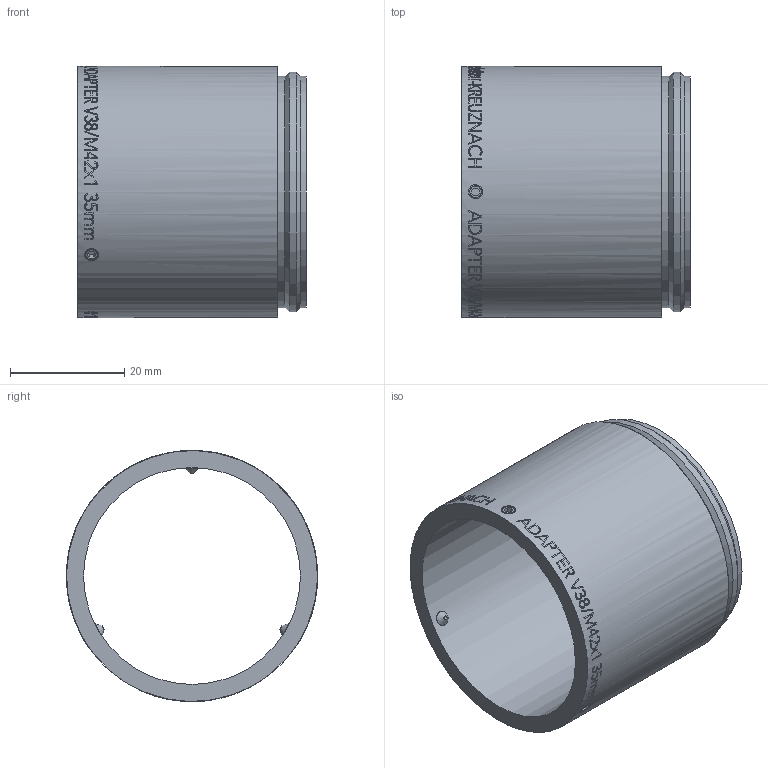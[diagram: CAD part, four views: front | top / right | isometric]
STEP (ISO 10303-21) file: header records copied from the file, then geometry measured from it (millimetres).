
FILE_DESCRIPTION(/* description */ (''),/* implementation_level */ '2;1');
FILE_NAME(/* name */ '1001692_00145121_002.stp',/* time_stamp */ '2022-04-12T07:59:23+02:00',/* author */ (''),/* organization */ (''),/* preprocessor_version */ 'ST-DEVELOPER v16',/* originating_system */ 'SIEMENS PLM Software NX 10.0',/* authorisation */ '');
FILE_SCHEMA (('AP203_CONFIGURATION_CONTROLLED_3D_DESIGN_OF_MECHANICAL_PARTS_AND_ASSEMBLIES_MIM_LF { 1 0 10303 403 2 1 2}'));
Length unit declared in the file: millimetre
Products named in the file (1): Froe49ACF0E57or8
Bounding box: 40 x 44 x 44 mm (x, y, z)
Volume: 14487.6 mm3; surface area: 15958 mm2
Topology: 1 solids, 2 shells, 116 faces, 519 edges, 479 vertices
Faces by surface type: cylinder 78, plane 30, cone 8
Full cylindrical faces by diameter (mm): 2.05 x3, 2.5 x3, 38 x1, 40.5 x2, 42 x1, 44 x2
Entity records: 7186 total; most frequent: CARTESIAN_POINT 3457, ORIENTED_EDGE 977, EDGE_CURVE 491, VERTEX_POINT 473, B_SPLINE_CURVE_WITH_KNOTS 413, DIRECTION 336, EDGE_LOOP 217, FACE_BOUND 144
